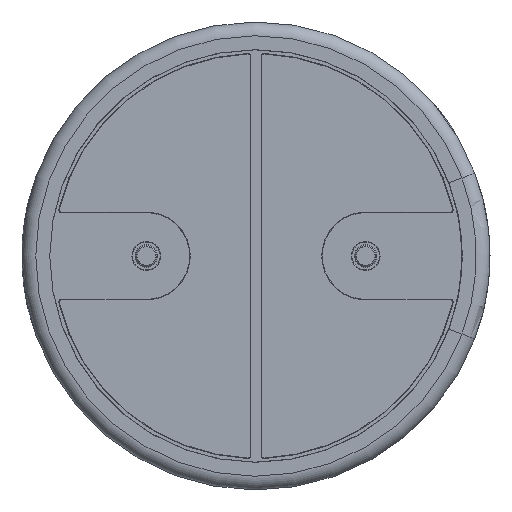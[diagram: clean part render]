
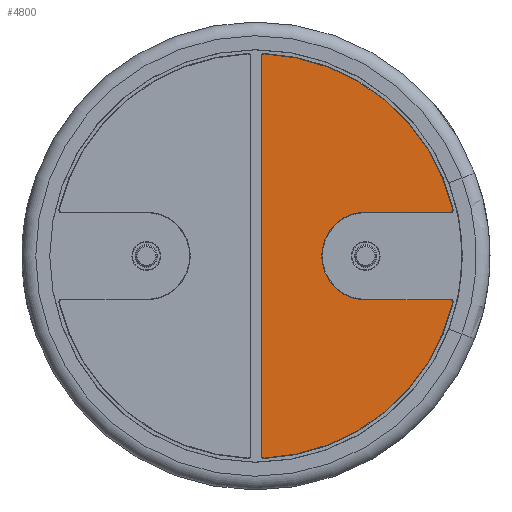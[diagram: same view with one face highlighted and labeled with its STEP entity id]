
A CAD part, front view. The second image highlights one B-rep face of the part: STEP entity #4800.
In plain terms, the highlighted planar face has unit normal (0, -1, 0).
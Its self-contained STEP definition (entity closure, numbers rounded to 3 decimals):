
#62=PLANE('',#5147);
#284=CIRCLE('',#5112,0.082);
#287=CIRCLE('',#5117,0.082);
#290=CIRCLE('',#5121,6.912);
#293=CIRCLE('',#5125,0.082);
#297=CIRCLE('',#5131,1.501);
#301=CIRCLE('',#5137,0.082);
#303=CIRCLE('',#5140,6.912);
#474=FACE_OUTER_BOUND('',#697,.T.);
#697=EDGE_LOOP('',(#3962,#3963,#3964,#3965,#3966,#3967,#3968,#3969,#3970,
#3971));
#911=LINE('',#9714,#1104);
#913=LINE('',#9738,#1106);
#915=LINE('',#9750,#1108);
#1104=VECTOR('',#5851,10.);
#1106=VECTOR('',#5881,10.);
#1108=VECTOR('',#5895,10.);
#2020=VERTEX_POINT('',#9702);
#2023=VERTEX_POINT('',#9707);
#2025=VERTEX_POINT('',#9712);
#2027=VERTEX_POINT('',#9718);
#2029=VERTEX_POINT('',#9724);
#2031=VERTEX_POINT('',#9730);
#2033=VERTEX_POINT('',#9736);
#2035=VERTEX_POINT('',#9742);
#2037=VERTEX_POINT('',#9748);
#2039=VERTEX_POINT('',#9754);
#2679=EDGE_CURVE('',#2023,#2020,#284,.T.);
#2681=EDGE_CURVE('',#2025,#2023,#911,.T.);
#2684=EDGE_CURVE('',#2027,#2025,#287,.T.);
#2687=EDGE_CURVE('',#2029,#2027,#290,.T.);
#2690=EDGE_CURVE('',#2031,#2029,#293,.T.);
#2693=EDGE_CURVE('',#2033,#2031,#913,.T.);
#2696=EDGE_CURVE('',#2035,#2033,#297,.T.);
#2699=EDGE_CURVE('',#2037,#2035,#915,.T.);
#2702=EDGE_CURVE('',#2039,#2037,#301,.T.);
#2704=EDGE_CURVE('',#2020,#2039,#303,.T.);
#3962=ORIENTED_EDGE('',*,*,#2679,.F.);
#3963=ORIENTED_EDGE('',*,*,#2681,.F.);
#3964=ORIENTED_EDGE('',*,*,#2684,.F.);
#3965=ORIENTED_EDGE('',*,*,#2687,.F.);
#3966=ORIENTED_EDGE('',*,*,#2690,.F.);
#3967=ORIENTED_EDGE('',*,*,#2693,.F.);
#3968=ORIENTED_EDGE('',*,*,#2696,.F.);
#3969=ORIENTED_EDGE('',*,*,#2699,.F.);
#3970=ORIENTED_EDGE('',*,*,#2702,.F.);
#3971=ORIENTED_EDGE('',*,*,#2704,.F.);
#4800=ADVANCED_FACE('',(#474),#62,.F.);
#5112=AXIS2_PLACEMENT_3D('',#9709,#5845,#5846);
#5117=AXIS2_PLACEMENT_3D('',#9720,#5857,#5858);
#5121=AXIS2_PLACEMENT_3D('',#9726,#5865,#5866);
#5125=AXIS2_PLACEMENT_3D('',#9732,#5873,#5874);
#5131=AXIS2_PLACEMENT_3D('',#9744,#5887,#5888);
#5137=AXIS2_PLACEMENT_3D('',#9756,#5901,#5902);
#5140=AXIS2_PLACEMENT_3D('',#9759,#5907,#5908);
#5147=AXIS2_PLACEMENT_3D('',#9772,#5927,#5928);
#5845=DIRECTION('center_axis',(0.,1.,0.));
#5846=DIRECTION('ref_axis',(-0.693,0.,0.721));
#5851=DIRECTION('',(0.,0.,1.));
#5857=DIRECTION('center_axis',(0.,1.,0.));
#5858=DIRECTION('ref_axis',(-0.693,0.,-0.721));
#5865=DIRECTION('center_axis',(0.,1.,0.));
#5866=DIRECTION('ref_axis',(0.635,0.,-0.772));
#5873=DIRECTION('center_axis',(0.,1.,0.));
#5874=DIRECTION('ref_axis',(0.785,0.,0.62));
#5881=DIRECTION('',(1.,0.,0.));
#5887=DIRECTION('center_axis',(0.,-1.,0.));
#5888=DIRECTION('ref_axis',(-1.,0.,0.));
#5895=DIRECTION('',(-1.,0.,0.));
#5901=DIRECTION('center_axis',(0.,1.,0.));
#5902=DIRECTION('ref_axis',(0.785,0.,-0.62));
#5907=DIRECTION('center_axis',(0.,1.,0.));
#5908=DIRECTION('ref_axis',(0.635,0.,0.772));
#5927=DIRECTION('center_axis',(0.,1.,0.));
#5928=DIRECTION('ref_axis',(0.,0.,1.));
#9702=CARTESIAN_POINT('',(0.278,-0.093,6.906));
#9707=CARTESIAN_POINT('',(0.193,-0.093,6.824));
#9709=CARTESIAN_POINT('Origin',(0.275,-0.093,6.824));
#9712=CARTESIAN_POINT('',(0.193,-0.093,-6.824));
#9714=CARTESIAN_POINT('',(0.193,-0.093,3.412));
#9718=CARTESIAN_POINT('',(0.278,-0.093,-6.906));
#9720=CARTESIAN_POINT('Origin',(0.275,-0.093,-6.824));
#9724=CARTESIAN_POINT('',(6.724,-0.093,-1.602));
#9726=CARTESIAN_POINT('Origin',(0.,-0.093,0.));
#9730=CARTESIAN_POINT('',(6.644,-0.093,-1.501));
#9732=CARTESIAN_POINT('Origin',(6.644,-0.093,-1.583));
#9736=CARTESIAN_POINT('',(3.75,-0.093,-1.501));
#9738=CARTESIAN_POINT('',(5.052,-0.093,-1.501));
#9742=CARTESIAN_POINT('',(3.75,-0.093,1.501));
#9744=CARTESIAN_POINT('Origin',(3.75,-0.093,0.));
#9748=CARTESIAN_POINT('',(6.644,-0.093,1.501));
#9750=CARTESIAN_POINT('',(3.605,-0.093,1.501));
#9754=CARTESIAN_POINT('',(6.724,-0.093,1.602));
#9756=CARTESIAN_POINT('Origin',(6.644,-0.093,1.583));
#9759=CARTESIAN_POINT('Origin',(0.,-0.093,0.));
#9772=CARTESIAN_POINT('Origin',(3.459,-0.093,0.));
